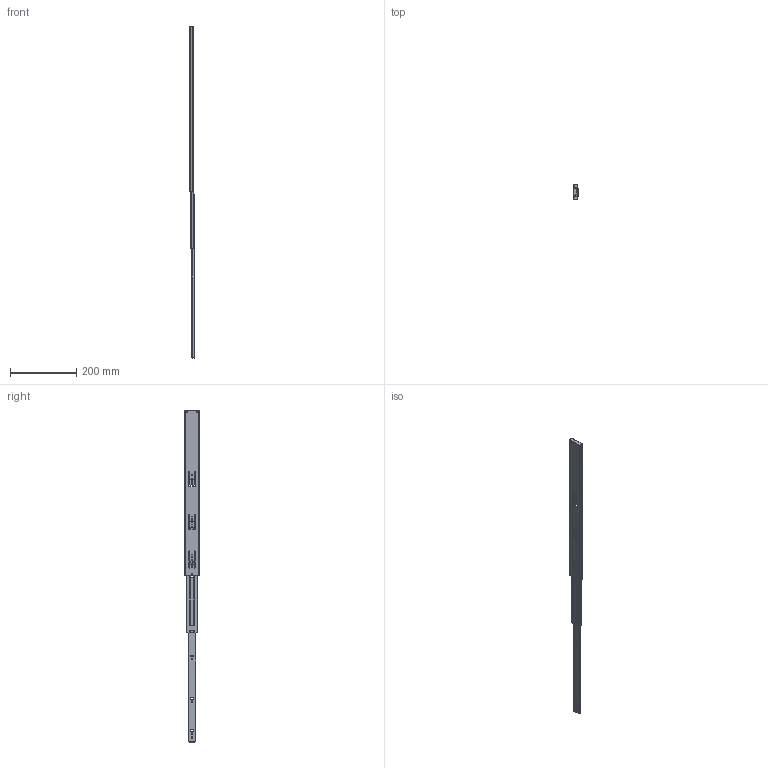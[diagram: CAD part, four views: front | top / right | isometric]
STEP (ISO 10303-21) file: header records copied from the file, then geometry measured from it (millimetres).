
FILE_DESCRIPTION (( 'STEP AP203' ), '1' );
FILE_NAME ('K-255-50.STEP', '2022-08-18T05:05:19', ( '' ), ( '' ), 'SwSTEP 2.0', 'SolidWorks 2021', '' );
FILE_SCHEMA (( 'CONFIG_CONTROL_DESIGN' ));
Length unit declared in the file: millimetre
Products named in the file (4): K-255-50; K-255-50_outer rail__K-255-50; K-255-50_inner rail__K-255-40; K-255-50_intermediate rail__K-255-50
Assembly tree (3 placements, depth 2):
  K-255-50
    K-255-50_outer rail__K-255-50
    K-255-50_inner rail__K-255-40
    K-255-50_intermediate rail__K-255-50
Bounding box: 12.6 x 45.22 x 1000.5 mm (x, y, z)
Volume: 122361.7 mm3; surface area: 145847.9 mm2
Topology: 4 solids, 4 shells, 273 faces, 789 edges, 524 vertices
Faces by surface type: plane 156, cylinder 117
Entity records: 9571 total; most frequent: CARTESIAN_POINT 1656, ORIENTED_EDGE 1578, DIRECTION 1573, EDGE_CURVE 789, VECTOR 551, LINE 551, VERTEX_POINT 524, AXIS2_PLACEMENT_3D 511
